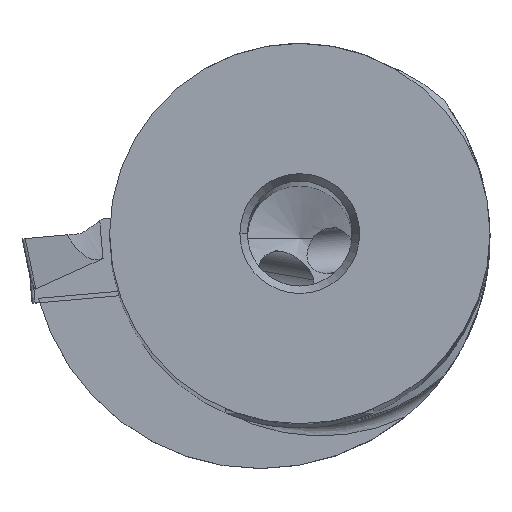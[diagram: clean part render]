
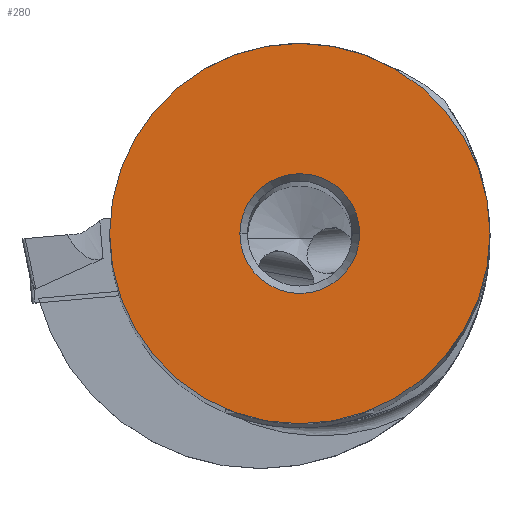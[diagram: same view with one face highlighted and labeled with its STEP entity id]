
A CAD part, top view. The second image highlights one B-rep face of the part: STEP entity #280.
In plain terms, the highlighted planar face has unit normal (0, 0, 1).
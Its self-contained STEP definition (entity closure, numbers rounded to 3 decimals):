
#67=FACE_BOUND('',#587,.T.);
#68=FACE_BOUND('',#588,.T.);
#280=ADVANCED_FACE('',(#67,#68),#340,.T.);
#340=PLANE('',#3006);
#587=EDGE_LOOP('',(#1286,#1287));
#588=EDGE_LOOP('',(#1288,#1289));
#1286=ORIENTED_EDGE('',*,*,#2001,.T.);
#1287=ORIENTED_EDGE('',*,*,#2009,.T.);
#1288=ORIENTED_EDGE('',*,*,#2015,.T.);
#1289=ORIENTED_EDGE('',*,*,#2016,.T.);
#1631=VERTEX_POINT('',#5887);
#1632=VERTEX_POINT('',#5888);
#1643=VERTEX_POINT('',#5915);
#1644=VERTEX_POINT('',#5916);
#2001=EDGE_CURVE('',#1631,#1632,#2297,.T.);
#2009=EDGE_CURVE('',#1632,#1631,#2298,.T.);
#2015=EDGE_CURVE('',#1643,#1644,#2299,.T.);
#2016=EDGE_CURVE('',#1644,#1643,#2300,.T.);
#2297=CIRCLE('',#2994,12.7);
#2298=CIRCLE('',#2999,12.7);
#2299=CIRCLE('',#3004,4.);
#2300=CIRCLE('',#3005,4.);
#2994=AXIS2_PLACEMENT_3D('',#5886,#3586,#3587);
#2999=AXIS2_PLACEMENT_3D('',#5902,#3600,#3601);
#3004=AXIS2_PLACEMENT_3D('',#5914,#3612,#3613);
#3005=AXIS2_PLACEMENT_3D('',#5917,#3614,#3615);
#3006=AXIS2_PLACEMENT_3D('',#5918,#3616,#3617);
#3586=DIRECTION('',(0.,0.,1.));
#3587=DIRECTION('',(-1.,0.,0.));
#3600=DIRECTION('',(0.,0.,1.));
#3601=DIRECTION('',(1.,0.,0.));
#3612=DIRECTION('',(0.,0.,-1.));
#3613=DIRECTION('',(-1.,0.,0.));
#3614=DIRECTION('',(0.,0.,-1.));
#3615=DIRECTION('',(1.,0.,0.));
#3616=DIRECTION('',(0.,0.,1.));
#3617=DIRECTION('',(1.,0.,0.));
#5886=CARTESIAN_POINT('',(0.,0.,0.));
#5887=CARTESIAN_POINT('',(-12.7,0.,0.));
#5888=CARTESIAN_POINT('',(12.7,0.,0.));
#5902=CARTESIAN_POINT('',(0.,0.,0.));
#5914=CARTESIAN_POINT('',(0.,0.,0.));
#5915=CARTESIAN_POINT('',(-4.,0.,0.));
#5916=CARTESIAN_POINT('',(4.,0.,0.));
#5917=CARTESIAN_POINT('',(0.,0.,0.));
#5918=CARTESIAN_POINT('',(0.,0.,0.));
